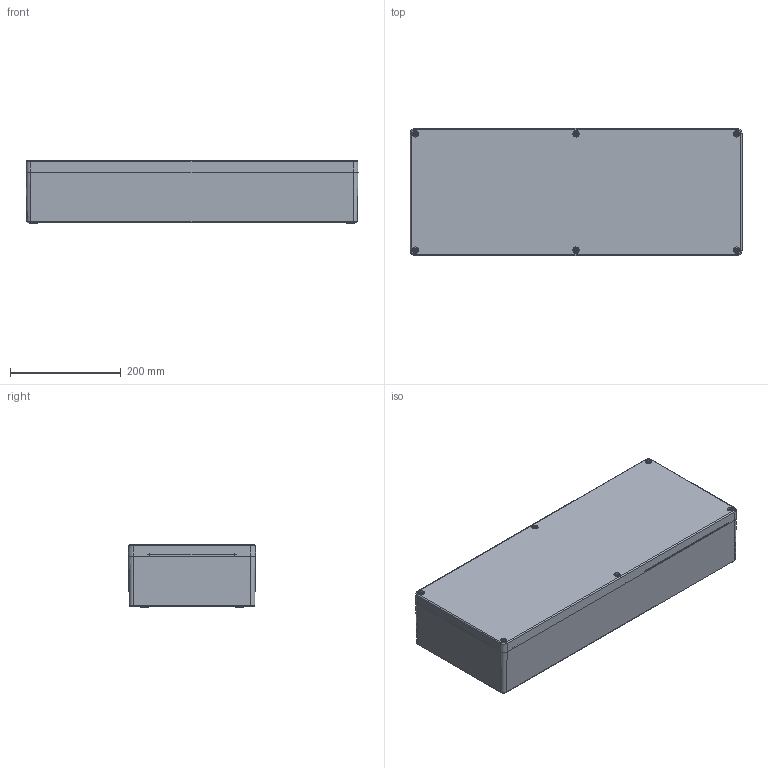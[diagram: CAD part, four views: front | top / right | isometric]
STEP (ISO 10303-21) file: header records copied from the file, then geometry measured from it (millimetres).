
FILE_DESCRIPTION((''),'2;1');
FILE_NAME('0101103700-MBA_602311_VE.stp','2015-01-13T11:24:46',('robin.rentz'),(''),'Autodesk Inventor 2012','Autodesk Inventor 2012','');
FILE_SCHEMA(('AUTOMOTIVE_DESIGN { 1 2 10303 214 0 1 1 1 }'));
Length unit declared in the file: millimetre
Products named in the file (5): 0101103700-MBA_602311_VE; 0100103702-UT_602311_VE; 0100103701-OT_602311_VE; Schraube BM 6x30; xxx-O-Ring-MBA_602311
Assembly tree (9 placements, depth 2):
  0101103700-MBA_602311_VE
    0100103702-UT_602311_VE
    0100103701-OT_602311_VE
    Schraube BM 6x30  x6
    xxx-O-Ring-MBA_602311
Bounding box: 600 x 230 x 113 mm (x, y, z)
Volume: 2559574.1 mm3; surface area: 966057.7 mm2
Topology: 9 solids, 9 shells, 1497 faces, 3756 edges, 2366 vertices
Faces by surface type: plane 533, bspline 290, cylinder 289, cone 206, torus 172, sphere 7
Full cylindrical faces by diameter (mm): 4.917 x13, 5 x6, 5.5 x4, 6 x6, 7 x6, 7.5 x8, 9.5 x10, 10 x6, 11.3 x6
Entity records: 41386 total; most frequent: CARTESIAN_POINT 12038, ORIENTED_EDGE 6266, DIRECTION 5574, EDGE_CURVE 3133, VERTEX_POINT 2008, AXIS2_PLACEMENT_3D 1996, VECTOR 1582, LINE 1582
